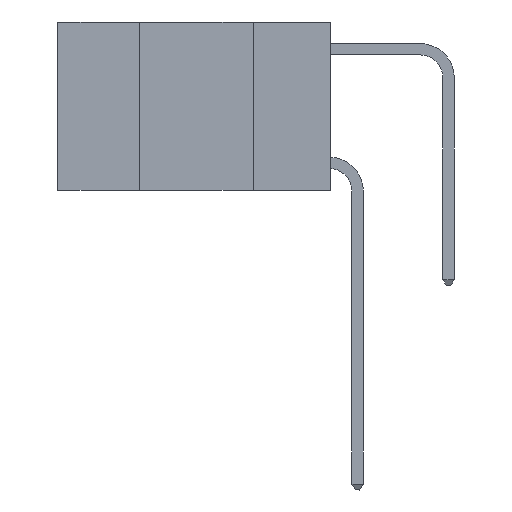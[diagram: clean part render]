
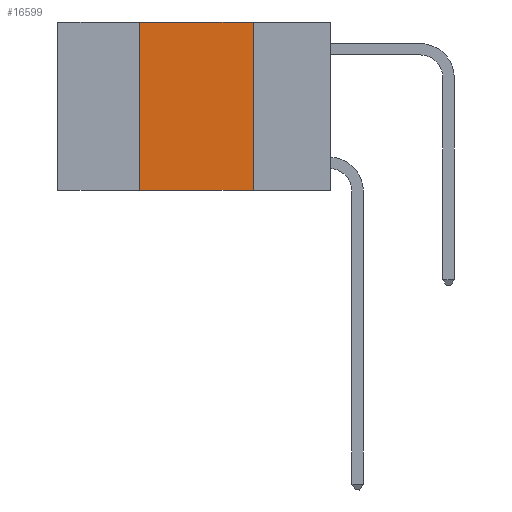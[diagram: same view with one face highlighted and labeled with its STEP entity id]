
A CAD part, left-side view. The second image highlights one B-rep face of the part: STEP entity #16599.
In plain terms, the highlighted planar face has unit normal (-1, 0, 0).
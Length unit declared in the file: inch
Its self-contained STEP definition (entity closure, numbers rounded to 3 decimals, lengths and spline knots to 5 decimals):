
#358 = DIRECTION ( 'NONE',  ( 0., 0., -1. ) ) ;
#513 = EDGE_CURVE ( 'NONE', #16834, #5957, #24967, .T. ) ;
#601 = CARTESIAN_POINT ( 'NONE',  ( 0., 0.42, -0.37 ) ) ;
#2383 = CARTESIAN_POINT ( 'NONE',  ( 0., 0.17, 0. ) ) ;
#2484 = DIRECTION ( 'NONE',  ( 1., 0., 0. ) ) ;
#2684 = CARTESIAN_POINT ( 'NONE',  ( 0., 0.17, 0. ) ) ;
#4684 = VECTOR ( 'NONE', #11833, 39.37008 ) ;
#5957 = VERTEX_POINT ( 'NONE', #15531 ) ;
#7820 = LINE ( 'NONE', #10482, #11277 ) ;
#9044 = ORIENTED_EDGE ( 'NONE', *, *, #29445, .F. ) ;
#9654 = DIRECTION ( 'NONE',  ( 0., 0., -1. ) ) ;
#10219 = ORIENTED_EDGE ( 'NONE', *, *, #16897, .T. ) ;
#10482 = CARTESIAN_POINT ( 'NONE',  ( 0., 0.42, 0. ) ) ;
#11277 = VECTOR ( 'NONE', #15118, 39.37008 ) ;
#11530 = AXIS2_PLACEMENT_3D ( 'NONE', #21780, #2484, #9654 ) ;
#11833 = DIRECTION ( 'NONE',  ( 0., -1., 0. ) ) ;
#12134 = VERTEX_POINT ( 'NONE', #601 ) ;
#13306 = DIRECTION ( 'NONE',  ( 0., -1., 0. ) ) ;
#14245 = ORIENTED_EDGE ( 'NONE', *, *, #15167, .F. ) ;
#15118 = DIRECTION ( 'NONE',  ( 0., 0., 1. ) ) ;
#15167 = EDGE_CURVE ( 'NONE', #12134, #15915, #7820, .T. ) ;
#15531 = CARTESIAN_POINT ( 'NONE',  ( 0., 0.17, -0.37 ) ) ;
#15915 = VERTEX_POINT ( 'NONE', #21087 ) ;
#16599 = ADVANCED_FACE ( 'NONE', ( #30905 ), #29401, .F. ) ;
#16834 = VERTEX_POINT ( 'NONE', #2684 ) ;
#16897 = EDGE_CURVE ( 'NONE', #12134, #5957, #29336, .T. ) ;
#18187 = CARTESIAN_POINT ( 'NONE',  ( 0., 0.6, 0. ) ) ;
#18900 = VECTOR ( 'NONE', #358, 39.37008 ) ;
#21087 = CARTESIAN_POINT ( 'NONE',  ( 0., 0.42, 0. ) ) ;
#21780 = CARTESIAN_POINT ( 'NONE',  ( 0., 0.6, 0. ) ) ;
#23050 = CARTESIAN_POINT ( 'NONE',  ( 0., 0.6, -0.37 ) ) ;
#23509 = LINE ( 'NONE', #18187, #4684 ) ;
#24073 = EDGE_LOOP ( 'NONE', ( #29839, #9044, #14245, #10219 ) ) ;
#24967 = LINE ( 'NONE', #2383, #18900 ) ;
#28595 = VECTOR ( 'NONE', #13306, 39.37008 ) ;
#29336 = LINE ( 'NONE', #23050, #28595 ) ;
#29401 = PLANE ( 'NONE',  #11530 ) ;
#29445 = EDGE_CURVE ( 'NONE', #15915, #16834, #23509, .T. ) ;
#29839 = ORIENTED_EDGE ( 'NONE', *, *, #513, .F. ) ;
#30905 = FACE_OUTER_BOUND ( 'NONE', #24073, .T. ) ;
